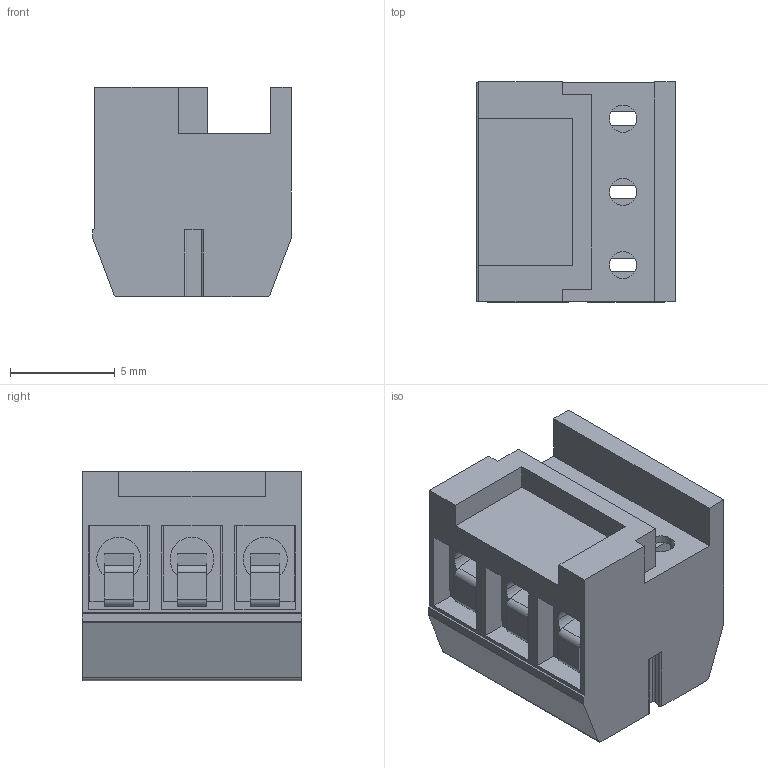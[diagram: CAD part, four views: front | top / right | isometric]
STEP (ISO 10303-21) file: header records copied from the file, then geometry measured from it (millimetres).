
FILE_DESCRIPTION((''),'2;1');
FILE_NAME('0','2024-11-15T14:24:50',('sheji'),(''),'CREO PARAMETRIC BY PTC INC, 2018100','CREO PARAMETRIC BY PTC INC, 2018100','');
FILE_SCHEMA(('CONFIG_CONTROL_DESIGN'));
Length unit declared in the file: millimetre
Products named in the file (1): 0
Bounding box: 9.5 x 10.5 x 10 mm (x, y, z)
Volume: 701.5 mm3; surface area: 959.4 mm2
Topology: 1 solids, 1 shells, 213 faces, 552 edges, 347 vertices
Faces by surface type: plane 129, cylinder 54, cone 12, bspline 9, extrusion 9
Entity records: 6882 total; most frequent: CARTESIAN_POINT 1623, ORIENTED_EDGE 1104, DIRECTION 1044, EDGE_CURVE 552, VECTOR 390, LINE 381, VERTEX_POINT 347, AXIS2_PLACEMENT_3D 327
